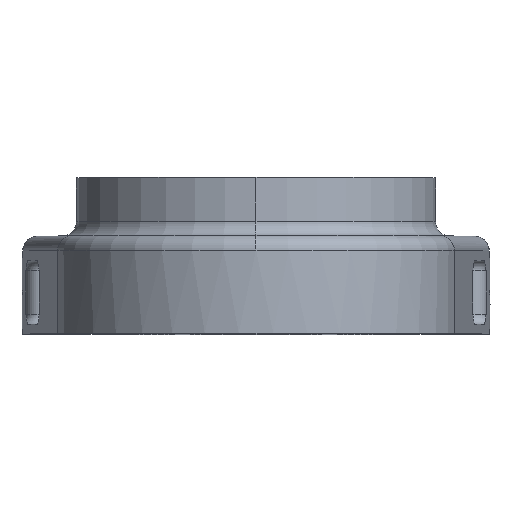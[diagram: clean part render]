
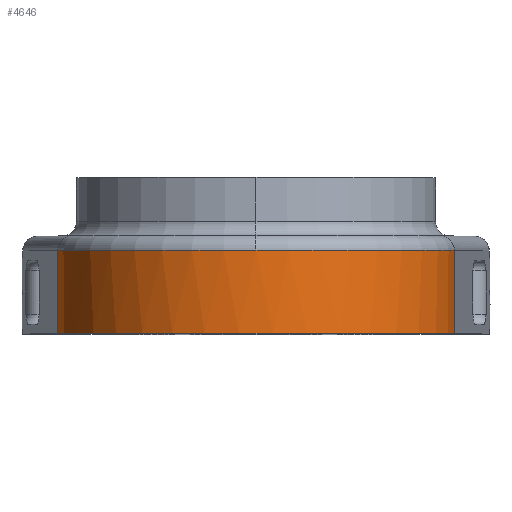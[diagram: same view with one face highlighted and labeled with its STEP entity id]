
A CAD part, top view. The second image highlights one B-rep face of the part: STEP entity #4646.
In plain terms, the highlighted cylindrical face has radius 40.75 mm (diameter 81.5 mm), a partial arc.
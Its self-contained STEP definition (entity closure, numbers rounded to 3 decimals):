
#309 = CARTESIAN_POINT ( 'NONE',  ( 40.566, 17., 78.871 ) ) ;
#975 = EDGE_CURVE ( 'NONE', #1085, #6156, #9914, .T. ) ;
#1085 = VERTEX_POINT ( 'NONE', #1182 ) ;
#1125 = VERTEX_POINT ( 'NONE', #2174 ) ;
#1182 = CARTESIAN_POINT ( 'NONE',  ( 0., 17., 115.75 ) ) ;
#1569 = LINE ( 'NONE', #2705, #10437 ) ;
#1948 = DIRECTION ( 'NONE',  ( 0., -1., 0. ) ) ;
#2053 = CARTESIAN_POINT ( 'NONE',  ( -40.566, 17., 78.871 ) ) ;
#2101 = EDGE_CURVE ( 'NONE', #6156, #1125, #1569, .T. ) ;
#2156 = EDGE_CURVE ( 'NONE', #3581, #7760, #5859, .T. ) ;
#2174 = CARTESIAN_POINT ( 'NONE',  ( -40.566, 0., 78.871 ) ) ;
#2182 = CARTESIAN_POINT ( 'NONE',  ( 0., 0., 75. ) ) ;
#2705 = CARTESIAN_POINT ( 'NONE',  ( -40.566, 20., 78.871 ) ) ;
#3041 = DIRECTION ( 'NONE',  ( 0., 0., 1. ) ) ;
#3144 = EDGE_CURVE ( 'NONE', #1125, #7760, #8685, .T. ) ;
#3440 = EDGE_CURVE ( 'NONE', #3581, #1085, #8809, .T. ) ;
#3444 = ORIENTED_EDGE ( 'NONE', *, *, #3440, .T. ) ;
#3581 = VERTEX_POINT ( 'NONE', #309 ) ;
#3593 = DIRECTION ( 'NONE',  ( 0., -1., 0. ) ) ;
#3596 = DIRECTION ( 'NONE',  ( 0., -1., 0. ) ) ;
#4271 = ORIENTED_EDGE ( 'NONE', *, *, #3144, .T. ) ;
#4358 = CARTESIAN_POINT ( 'NONE',  ( 0., 20., 75. ) ) ;
#4646 = ADVANCED_FACE ( 'NONE', ( #4775 ), #6248, .T. ) ;
#4775 = FACE_OUTER_BOUND ( 'NONE', #5294, .T. ) ;
#5294 = EDGE_LOOP ( 'NONE', ( #9908, #3444, #5763, #10175, #4271 ) ) ;
#5763 = ORIENTED_EDGE ( 'NONE', *, *, #975, .T. ) ;
#5859 = LINE ( 'NONE', #8708, #7853 ) ;
#6080 = DIRECTION ( 'NONE',  ( 0., -1., 0. ) ) ;
#6156 = VERTEX_POINT ( 'NONE', #2053 ) ;
#6248 = CYLINDRICAL_SURFACE ( 'NONE', #8959, 40.75 ) ;
#6839 = AXIS2_PLACEMENT_3D ( 'NONE', #2182, #8162, #3041 ) ;
#7066 = CARTESIAN_POINT ( 'NONE',  ( 0., 17., 75. ) ) ;
#7089 = CARTESIAN_POINT ( 'NONE',  ( 40.566, 0., 78.871 ) ) ;
#7754 = DIRECTION ( 'NONE',  ( 0., 0., -1. ) ) ;
#7760 = VERTEX_POINT ( 'NONE', #7089 ) ;
#7853 = VECTOR ( 'NONE', #3593, 1000. ) ;
#7916 = DIRECTION ( 'NONE',  ( 0., 0., 1. ) ) ;
#8162 = DIRECTION ( 'NONE',  ( 0., 1., 0. ) ) ;
#8673 = DIRECTION ( 'NONE',  ( 0., -1., 0. ) ) ;
#8685 = CIRCLE ( 'NONE', #6839, 40.75 ) ;
#8708 = CARTESIAN_POINT ( 'NONE',  ( 40.566, 20., 78.871 ) ) ;
#8711 = CARTESIAN_POINT ( 'NONE',  ( 0., 17., 75. ) ) ;
#8809 = CIRCLE ( 'NONE', #9060, 40.75 ) ;
#8959 = AXIS2_PLACEMENT_3D ( 'NONE', #4358, #6080, #7754 ) ;
#9060 = AXIS2_PLACEMENT_3D ( 'NONE', #8711, #3596, #9589 ) ;
#9589 = DIRECTION ( 'NONE',  ( 0., 0., 1. ) ) ;
#9908 = ORIENTED_EDGE ( 'NONE', *, *, #2156, .F. ) ;
#9913 = AXIS2_PLACEMENT_3D ( 'NONE', #7066, #1948, #7916 ) ;
#9914 = CIRCLE ( 'NONE', #9913, 40.75 ) ;
#10175 = ORIENTED_EDGE ( 'NONE', *, *, #2101, .T. ) ;
#10437 = VECTOR ( 'NONE', #8673, 1000. ) ;
